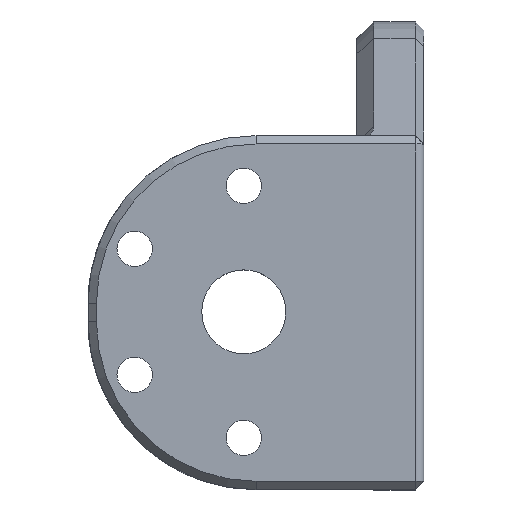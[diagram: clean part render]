
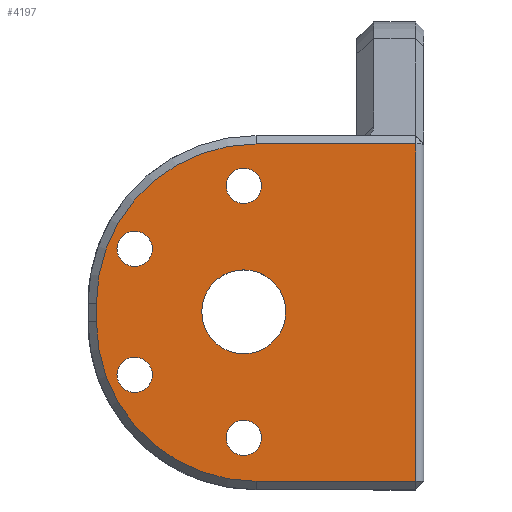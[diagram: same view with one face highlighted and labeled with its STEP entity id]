
A CAD part, top view. The second image highlights one B-rep face of the part: STEP entity #4197.
In plain terms, the highlighted planar face has unit normal (0, 0, 1).
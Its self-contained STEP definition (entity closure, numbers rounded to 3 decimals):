
#45 = VERTEX_POINT ( 'NONE', #2082 ) ;
#47 = DIRECTION ( 'NONE',  ( 1., 0., 0. ) ) ;
#64 = VERTEX_POINT ( 'NONE', #620 ) ;
#65 = AXIS2_PLACEMENT_3D ( 'NONE', #712, #4402, #1900 ) ;
#190 = CARTESIAN_POINT ( 'NONE',  ( -26.449, 10.684, 78.617 ) ) ;
#310 = CARTESIAN_POINT ( 'NONE',  ( -12., 23.168, 78.617 ) ) ;
#330 = VERTEX_POINT ( 'NONE', #4453 ) ;
#338 = DIRECTION ( 'NONE',  ( -1., 0., 0. ) ) ;
#340 = AXIS2_PLACEMENT_3D ( 'NONE', #772, #2255, #415 ) ;
#387 = LINE ( 'NONE', #3328, #4240 ) ;
#397 = DIRECTION ( 'NONE',  ( 1., 0., 0. ) ) ;
#408 = VERTEX_POINT ( 'NONE', #2954 ) ;
#414 = CARTESIAN_POINT ( 'NONE',  ( -31., 2.013, 78.617 ) ) ;
#415 = DIRECTION ( 'NONE',  ( 1., 0., 0. ) ) ;
#436 = DIRECTION ( 'NONE',  ( 1., 0., 0. ) ) ;
#477 = ORIENTED_EDGE ( 'NONE', *, *, #2618, .F. ) ;
#572 = EDGE_CURVE ( 'NONE', #1618, #1050, #387, .T. ) ;
#620 = CARTESIAN_POINT ( 'NONE',  ( -24.349, 10.684, 78.617 ) ) ;
#629 = VERTEX_POINT ( 'NONE', #1888 ) ;
#638 = CIRCLE ( 'NONE', #2968, 19. ) ;
#679 = ORIENTED_EDGE ( 'NONE', *, *, #2277, .F. ) ;
#712 = CARTESIAN_POINT ( 'NONE',  ( -26.449, 10.684, 78.617 ) ) ;
#714 = VERTEX_POINT ( 'NONE', #2344 ) ;
#715 = ORIENTED_EDGE ( 'NONE', *, *, #3395, .F. ) ;
#746 = DIRECTION ( 'NONE',  ( 1., 0., 0. ) ) ;
#772 = CARTESIAN_POINT ( 'NONE',  ( -79.373, -2.767, 78.617 ) ) ;
#810 = EDGE_LOOP ( 'NONE', ( #4697, #2220 ) ) ;
#866 = CIRCLE ( 'NONE', #2895, 2.1 ) ;
#877 = EDGE_LOOP ( 'NONE', ( #4276, #4458, #3588, #1241, #3772, #3684 ) ) ;
#933 = DIRECTION ( 'NONE',  ( 0., 0., 1. ) ) ;
#943 = EDGE_CURVE ( 'NONE', #64, #1631, #3053, .T. ) ;
#951 = DIRECTION ( 'NONE',  ( 0., 0., 1. ) ) ;
#1018 = CARTESIAN_POINT ( 'NONE',  ( -18.458, 3.184, 78.617 ) ) ;
#1050 = VERTEX_POINT ( 'NONE', #310 ) ;
#1051 = CARTESIAN_POINT ( 'NONE',  ( -13.458, 18.184, 78.617 ) ) ;
#1065 = CIRCLE ( 'NONE', #2776, 2.1 ) ;
#1114 = CARTESIAN_POINT ( 'NONE',  ( -13.458, -11.816, 78.617 ) ) ;
#1116 = CARTESIAN_POINT ( 'NONE',  ( 7., -2.767, 78.617 ) ) ;
#1133 = FACE_BOUND ( 'NONE', #2369, .T. ) ;
#1147 = DIRECTION ( 'NONE',  ( 1., 0., 0. ) ) ;
#1205 = CARTESIAN_POINT ( 'NONE',  ( -26.449, -4.316, 78.617 ) ) ;
#1241 = ORIENTED_EDGE ( 'NONE', *, *, #572, .T. ) ;
#1303 = CIRCLE ( 'NONE', #2235, 2.1 ) ;
#1404 = DIRECTION ( 'NONE',  ( 0., -1., 0. ) ) ;
#1432 = DIRECTION ( 'NONE',  ( 1., 0., 0. ) ) ;
#1436 = VERTEX_POINT ( 'NONE', #1777 ) ;
#1518 = DIRECTION ( 'NONE',  ( 1., 0., 0. ) ) ;
#1592 = DIRECTION ( 'NONE',  ( 0., 0., 1. ) ) ;
#1618 = VERTEX_POINT ( 'NONE', #3335 ) ;
#1631 = VERTEX_POINT ( 'NONE', #3697 ) ;
#1777 = CARTESIAN_POINT ( 'NONE',  ( -28.549, -4.316, 78.617 ) ) ;
#1810 = ORIENTED_EDGE ( 'NONE', *, *, #2606, .F. ) ;
#1888 = CARTESIAN_POINT ( 'NONE',  ( -11.358, 18.184, 78.617 ) ) ;
#1891 = FACE_BOUND ( 'NONE', #4089, .T. ) ;
#1900 = DIRECTION ( 'NONE',  ( 1., 0., 0. ) ) ;
#1986 = AXIS2_PLACEMENT_3D ( 'NONE', #2874, #951, #2144 ) ;
#1994 = VECTOR ( 'NONE', #3719, 1000. ) ;
#2008 = AXIS2_PLACEMENT_3D ( 'NONE', #2920, #2964, #4393 ) ;
#2053 = EDGE_CURVE ( 'NONE', #330, #408, #2185, .T. ) ;
#2082 = CARTESIAN_POINT ( 'NONE',  ( -11.358, -11.816, 78.617 ) ) ;
#2094 = ORIENTED_EDGE ( 'NONE', *, *, #3280, .F. ) ;
#2130 = DIRECTION ( 'NONE',  ( 1., 0., 0. ) ) ;
#2137 = EDGE_CURVE ( 'NONE', #2983, #2372, #3738, .T. ) ;
#2141 = DIRECTION ( 'NONE',  ( 0., 0., 1. ) ) ;
#2144 = DIRECTION ( 'NONE',  ( 1., 0., 0. ) ) ;
#2175 = EDGE_CURVE ( 'NONE', #1050, #2983, #638, .T. ) ;
#2185 = LINE ( 'NONE', #2254, #4516 ) ;
#2191 = EDGE_CURVE ( 'NONE', #714, #1436, #866, .T. ) ;
#2220 = ORIENTED_EDGE ( 'NONE', *, *, #943, .F. ) ;
#2235 = AXIS2_PLACEMENT_3D ( 'NONE', #4691, #933, #3246 ) ;
#2254 = CARTESIAN_POINT ( 'NONE',  ( -79.373, -16.987, 78.617 ) ) ;
#2255 = DIRECTION ( 'NONE',  ( 0., 0., 1. ) ) ;
#2277 = EDGE_CURVE ( 'NONE', #2609, #3228, #4589, .T. ) ;
#2278 = CARTESIAN_POINT ( 'NONE',  ( -13.458, 3.184, 78.617 ) ) ;
#2292 = EDGE_CURVE ( 'NONE', #2372, #330, #3284, .T. ) ;
#2309 = CIRCLE ( 'NONE', #2854, 5. ) ;
#2344 = CARTESIAN_POINT ( 'NONE',  ( -24.349, -4.316, 78.617 ) ) ;
#2369 = EDGE_LOOP ( 'NONE', ( #679, #2528 ) ) ;
#2372 = VERTEX_POINT ( 'NONE', #2471 ) ;
#2387 = CIRCLE ( 'NONE', #65, 2.1 ) ;
#2431 = EDGE_LOOP ( 'NONE', ( #2094, #1810 ) ) ;
#2435 = CARTESIAN_POINT ( 'NONE',  ( -13.458, 3.184, 78.617 ) ) ;
#2471 = CARTESIAN_POINT ( 'NONE',  ( -31., 2.013, 78.617 ) ) ;
#2497 = EDGE_LOOP ( 'NONE', ( #715, #477 ) ) ;
#2528 = ORIENTED_EDGE ( 'NONE', *, *, #3690, .F. ) ;
#2606 = EDGE_CURVE ( 'NONE', #45, #4097, #4260, .T. ) ;
#2609 = VERTEX_POINT ( 'NONE', #1018 ) ;
#2618 = EDGE_CURVE ( 'NONE', #629, #2778, #4113, .T. ) ;
#2624 = FACE_BOUND ( 'NONE', #2497, .T. ) ;
#2691 = DIRECTION ( 'NONE',  ( 0., 0., 1. ) ) ;
#2776 = AXIS2_PLACEMENT_3D ( 'NONE', #1051, #2995, #1147 ) ;
#2778 = VERTEX_POINT ( 'NONE', #4510 ) ;
#2848 = CIRCLE ( 'NONE', #1986, 2.1 ) ;
#2854 = AXIS2_PLACEMENT_3D ( 'NONE', #2435, #3917, #397 ) ;
#2874 = CARTESIAN_POINT ( 'NONE',  ( -26.449, -4.316, 78.617 ) ) ;
#2895 = AXIS2_PLACEMENT_3D ( 'NONE', #1205, #4580, #1518 ) ;
#2920 = CARTESIAN_POINT ( 'NONE',  ( -13.458, 18.184, 78.617 ) ) ;
#2954 = CARTESIAN_POINT ( 'NONE',  ( 7., -16.987, 78.617 ) ) ;
#2964 = DIRECTION ( 'NONE',  ( 0., 0., 1. ) ) ;
#2968 = AXIS2_PLACEMENT_3D ( 'NONE', #3761, #2691, #47 ) ;
#2983 = VERTEX_POINT ( 'NONE', #4411 ) ;
#2986 = FACE_OUTER_BOUND ( 'NONE', #877, .T. ) ;
#2995 = DIRECTION ( 'NONE',  ( 0., 0., 1. ) ) ;
#3000 = ORIENTED_EDGE ( 'NONE', *, *, #2191, .F. ) ;
#3053 = CIRCLE ( 'NONE', #4668, 2.1 ) ;
#3081 = DIRECTION ( 'NONE',  ( 1., 0., 0. ) ) ;
#3131 = VECTOR ( 'NONE', #1404, 1000. ) ;
#3228 = VERTEX_POINT ( 'NONE', #4645 ) ;
#3246 = DIRECTION ( 'NONE',  ( 1., 0., 0. ) ) ;
#3280 = EDGE_CURVE ( 'NONE', #4097, #45, #1303, .T. ) ;
#3284 = CIRCLE ( 'NONE', #3520, 19. ) ;
#3289 = LINE ( 'NONE', #1116, #1994 ) ;
#3305 = CARTESIAN_POINT ( 'NONE',  ( -15.558, -11.816, 78.617 ) ) ;
#3328 = CARTESIAN_POINT ( 'NONE',  ( -12., 23.168, 78.617 ) ) ;
#3335 = CARTESIAN_POINT ( 'NONE',  ( 7., 23.168, 78.617 ) ) ;
#3395 = EDGE_CURVE ( 'NONE', #2778, #629, #1065, .T. ) ;
#3453 = EDGE_CURVE ( 'NONE', #1631, #64, #2387, .T. ) ;
#3520 = AXIS2_PLACEMENT_3D ( 'NONE', #3784, #1592, #3081 ) ;
#3588 = ORIENTED_EDGE ( 'NONE', *, *, #3707, .T. ) ;
#3684 = ORIENTED_EDGE ( 'NONE', *, *, #2137, .T. ) ;
#3690 = EDGE_CURVE ( 'NONE', #3228, #2609, #2309, .T. ) ;
#3697 = CARTESIAN_POINT ( 'NONE',  ( -28.549, 10.684, 78.617 ) ) ;
#3707 = EDGE_CURVE ( 'NONE', #408, #1618, #3289, .T. ) ;
#3719 = DIRECTION ( 'NONE',  ( 0., 1., 0. ) ) ;
#3738 = LINE ( 'NONE', #414, #3131 ) ;
#3739 = FACE_BOUND ( 'NONE', #810, .T. ) ;
#3761 = CARTESIAN_POINT ( 'NONE',  ( -12., 4.168, 78.617 ) ) ;
#3772 = ORIENTED_EDGE ( 'NONE', *, *, #2175, .T. ) ;
#3784 = CARTESIAN_POINT ( 'NONE',  ( -12., 2.013, 78.617 ) ) ;
#3807 = DIRECTION ( 'NONE',  ( 0., 0., 1. ) ) ;
#3904 = AXIS2_PLACEMENT_3D ( 'NONE', #2278, #3807, #436 ) ;
#3917 = DIRECTION ( 'NONE',  ( 0., 0., 1. ) ) ;
#3976 = DIRECTION ( 'NONE',  ( 0., 0., 1. ) ) ;
#4089 = EDGE_LOOP ( 'NONE', ( #4241, #3000 ) ) ;
#4097 = VERTEX_POINT ( 'NONE', #3305 ) ;
#4102 = PLANE ( 'NONE',  #340 ) ;
#4109 = AXIS2_PLACEMENT_3D ( 'NONE', #1114, #2141, #1432 ) ;
#4113 = CIRCLE ( 'NONE', #2008, 2.1 ) ;
#4197 = ADVANCED_FACE ( 'NONE', ( #2986, #1891, #3739, #2624, #4461, #1133 ), #4102, .T. ) ;
#4240 = VECTOR ( 'NONE', #338, 1000. ) ;
#4241 = ORIENTED_EDGE ( 'NONE', *, *, #4574, .F. ) ;
#4260 = CIRCLE ( 'NONE', #4109, 2.1 ) ;
#4276 = ORIENTED_EDGE ( 'NONE', *, *, #2292, .T. ) ;
#4393 = DIRECTION ( 'NONE',  ( 1., 0., 0. ) ) ;
#4402 = DIRECTION ( 'NONE',  ( 0., 0., 1. ) ) ;
#4411 = CARTESIAN_POINT ( 'NONE',  ( -31., 4.168, 78.617 ) ) ;
#4453 = CARTESIAN_POINT ( 'NONE',  ( -12., -16.987, 78.617 ) ) ;
#4458 = ORIENTED_EDGE ( 'NONE', *, *, #2053, .T. ) ;
#4461 = FACE_BOUND ( 'NONE', #2431, .T. ) ;
#4510 = CARTESIAN_POINT ( 'NONE',  ( -15.558, 18.184, 78.617 ) ) ;
#4516 = VECTOR ( 'NONE', #746, 1000. ) ;
#4574 = EDGE_CURVE ( 'NONE', #1436, #714, #2848, .T. ) ;
#4580 = DIRECTION ( 'NONE',  ( 0., 0., 1. ) ) ;
#4589 = CIRCLE ( 'NONE', #3904, 5. ) ;
#4645 = CARTESIAN_POINT ( 'NONE',  ( -8.458, 3.184, 78.617 ) ) ;
#4668 = AXIS2_PLACEMENT_3D ( 'NONE', #190, #3976, #2130 ) ;
#4691 = CARTESIAN_POINT ( 'NONE',  ( -13.458, -11.816, 78.617 ) ) ;
#4697 = ORIENTED_EDGE ( 'NONE', *, *, #3453, .F. ) ;
